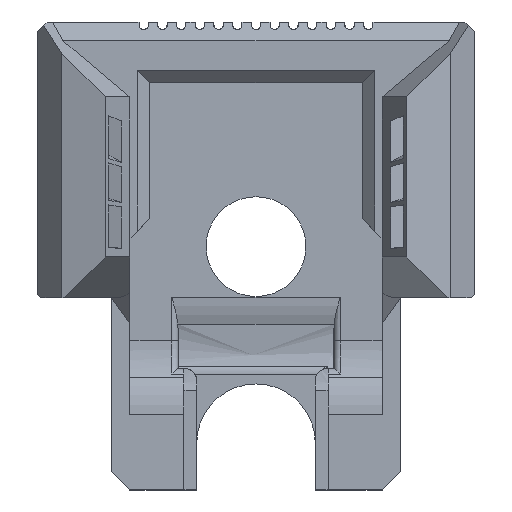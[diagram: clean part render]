
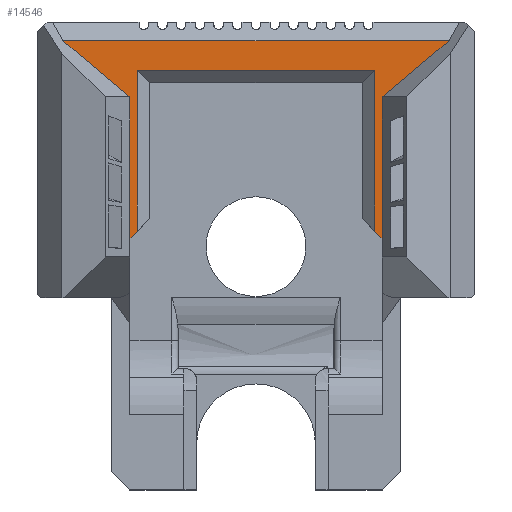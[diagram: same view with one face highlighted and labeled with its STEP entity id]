
A CAD part, front view. The second image highlights one B-rep face of the part: STEP entity #14546.
In plain terms, the highlighted planar face has unit normal (0, -1, 0).
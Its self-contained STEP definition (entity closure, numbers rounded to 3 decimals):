
#412=PLANE('',#15597);
#1441=LINE('',#24633,#2920);
#1443=LINE('',#24637,#2922);
#1447=LINE('',#24646,#2926);
#1449=LINE('',#24650,#2928);
#1452=LINE('',#24656,#2931);
#1602=LINE('',#25014,#3081);
#1614=LINE('',#25037,#3093);
#1615=LINE('',#25039,#3094);
#1863=LINE('',#25871,#3342);
#1864=LINE('',#25874,#3343);
#1865=LINE('',#25876,#3344);
#1866=LINE('',#25877,#3345);
#2920=VECTOR('',#17953,10.);
#2922=VECTOR('',#17957,10.);
#2926=VECTOR('',#17963,10.);
#2928=VECTOR('',#17967,10.);
#2931=VECTOR('',#17972,10.);
#3081=VECTOR('',#18294,10.);
#3093=VECTOR('',#18314,10.);
#3094=VECTOR('',#18317,10.);
#3342=VECTOR('',#18777,10.);
#3343=VECTOR('',#18780,10.);
#3344=VECTOR('',#18781,10.);
#3345=VECTOR('',#18782,10.);
#4358=FACE_OUTER_BOUND('',#5125,.T.);
#5125=EDGE_LOOP('',(#12862,#12863,#12864,#12865,#12866,#12867,#12868,#12869,
#12870,#12871,#12872,#12873));
#6899=VERTEX_POINT('',#24630);
#6900=VERTEX_POINT('',#24632);
#6901=VERTEX_POINT('',#24636);
#6904=VERTEX_POINT('',#24643);
#6905=VERTEX_POINT('',#24645);
#6906=VERTEX_POINT('',#24649);
#6908=VERTEX_POINT('',#24655);
#7004=VERTEX_POINT('',#25013);
#7011=VERTEX_POINT('',#25035);
#7160=VERTEX_POINT('',#25869);
#7161=VERTEX_POINT('',#25873);
#7162=VERTEX_POINT('',#25875);
#8681=EDGE_CURVE('',#6900,#6899,#1441,.T.);
#8683=EDGE_CURVE('',#6900,#6901,#1443,.T.);
#8687=EDGE_CURVE('',#6904,#6905,#1447,.T.);
#8689=EDGE_CURVE('',#6905,#6906,#1449,.T.);
#8692=EDGE_CURVE('',#6906,#6908,#1452,.T.);
#8871=EDGE_CURVE('',#6908,#7004,#1602,.T.);
#8883=EDGE_CURVE('',#7011,#6904,#1614,.T.);
#8884=EDGE_CURVE('',#7011,#6901,#1615,.T.);
#9177=EDGE_CURVE('',#7160,#6899,#1863,.T.);
#9178=EDGE_CURVE('',#7161,#7004,#1864,.T.);
#9179=EDGE_CURVE('',#7162,#7160,#1865,.F.);
#9180=EDGE_CURVE('',#7161,#7162,#1866,.T.);
#12862=ORIENTED_EDGE('',*,*,#9178,.T.);
#12863=ORIENTED_EDGE('',*,*,#8871,.F.);
#12864=ORIENTED_EDGE('',*,*,#8692,.F.);
#12865=ORIENTED_EDGE('',*,*,#8689,.F.);
#12866=ORIENTED_EDGE('',*,*,#8687,.F.);
#12867=ORIENTED_EDGE('',*,*,#8883,.F.);
#12868=ORIENTED_EDGE('',*,*,#8884,.T.);
#12869=ORIENTED_EDGE('',*,*,#8683,.F.);
#12870=ORIENTED_EDGE('',*,*,#8681,.T.);
#12871=ORIENTED_EDGE('',*,*,#9177,.F.);
#12872=ORIENTED_EDGE('',*,*,#9179,.F.);
#12873=ORIENTED_EDGE('',*,*,#9180,.F.);
#14546=ADVANCED_FACE('',(#4358),#412,.T.);
#15597=AXIS2_PLACEMENT_3D('',#25872,#18778,#18779);
#17953=DIRECTION('',(0.766,0.,0.643));
#17957=DIRECTION('',(0.,0.,-1.));
#17963=DIRECTION('',(0.,0.,1.));
#17967=DIRECTION('',(-1.,0.,0.));
#17972=DIRECTION('',(0.,0.,-1.));
#18294=DIRECTION('',(-0.707,0.,-0.707));
#18314=DIRECTION('',(-0.707,0.,0.707));
#18317=DIRECTION('',(1.,0.,0.));
#18777=DIRECTION('',(1.,0.,0.));
#18778=DIRECTION('center_axis',(0.,-1.,0.));
#18779=DIRECTION('ref_axis',(0.,0.,
1.));
#18780=DIRECTION('',(1.,0.,0.));
#18781=DIRECTION('',(0.766,0.,-0.643));
#18782=DIRECTION('',(0.,0.,1.));
#24630=CARTESIAN_POINT('',(31.087,-43.272,64.501));
#24632=CARTESIAN_POINT('',(20.366,-43.272,55.501));
#24633=CARTESIAN_POINT('',(9.396,-43.272,46.291));
#24636=CARTESIAN_POINT('',(20.366,-43.272,32.782));
#24637=CARTESIAN_POINT('',(20.366,-43.272,11.251));
#24643=CARTESIAN_POINT('',(19.138,-43.272,33.982));
#24645=CARTESIAN_POINT('',(19.138,-43.272,59.782));
#24646=CARTESIAN_POINT('',(19.138,-43.272,25.142));
#24649=CARTESIAN_POINT('',(-18.862,-43.272,59.782));
#24650=CARTESIAN_POINT('',(3.252,-43.272,59.782));
#24655=CARTESIAN_POINT('',(-18.862,-43.272,33.982));
#24656=CARTESIAN_POINT('',(-18.862,-43.272,12.642));
#25013=CARTESIAN_POINT('',(-20.062,-43.272,32.782));
#25014=CARTESIAN_POINT('',(-18.475,-43.272,34.369));
#25035=CARTESIAN_POINT('',(20.338,-43.272,32.782));
#25037=CARTESIAN_POINT('',(30.366,-43.272,22.755));
#25039=CARTESIAN_POINT('',(23.366,-43.272,32.782));
#25869=CARTESIAN_POINT('',(-30.81,-43.272,64.501));
#25871=CARTESIAN_POINT('',(23.366,-43.272,64.501));
#25872=CARTESIAN_POINT('Origin',(23.366,-43.272,-7.499));
#25873=CARTESIAN_POINT('',(-20.09,-43.272,32.782));
#25874=CARTESIAN_POINT('',(23.366,-43.272,32.782));
#25875=CARTESIAN_POINT('',(-20.09,-43.272,55.501));
#25876=CARTESIAN_POINT('',(6.517,-43.272,33.164));
#25877=CARTESIAN_POINT('',(-20.09,-43.272,11.251));
